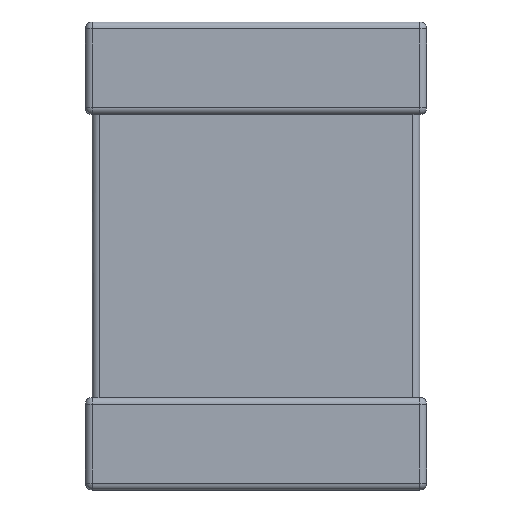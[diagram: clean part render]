
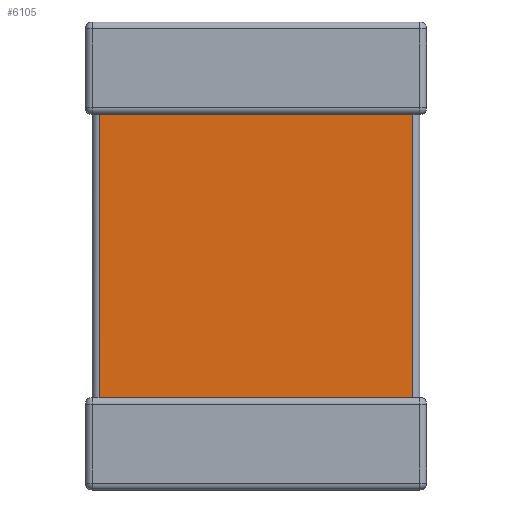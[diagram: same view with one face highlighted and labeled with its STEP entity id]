
A CAD part, left-side view. The second image highlights one B-rep face of the part: STEP entity #6105.
In plain terms, the highlighted planar face has unit normal (-1, 0, 0).
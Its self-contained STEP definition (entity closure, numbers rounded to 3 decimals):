
#47 = FACE_OUTER_BOUND ( 'NONE', #8312, .T. ) ;
#444 = VECTOR ( 'NONE', #6515, 1000. ) ;
#821 = CARTESIAN_POINT ( 'NONE',  ( 0.07, 3.36, -0.95 ) ) ;
#895 = AXIS2_PLACEMENT_3D ( 'NONE', #7569, #1447, #4949 ) ;
#1029 = DIRECTION ( 'NONE',  ( 0., 0., 1. ) ) ;
#1282 = ORIENTED_EDGE ( 'NONE', *, *, #7033, .F. ) ;
#1283 = ORIENTED_EDGE ( 'NONE', *, *, #4924, .T. ) ;
#1306 = CARTESIAN_POINT ( 'NONE',  ( 0.07, 0.14, -0.95 ) ) ;
#1447 = DIRECTION ( 'NONE',  ( -1., 0., 0. ) ) ;
#1498 = VERTEX_POINT ( 'NONE', #1306 ) ;
#1601 = LINE ( 'NONE', #3852, #444 ) ;
#1610 = DIRECTION ( 'NONE',  ( 0., 1., 0. ) ) ;
#1678 = EDGE_CURVE ( 'NONE', #8713, #1498, #1723, .T. ) ;
#1723 = LINE ( 'NONE', #6473, #4414 ) ;
#2196 = PLANE ( 'NONE',  #895 ) ;
#3044 = LINE ( 'NONE', #7155, #7323 ) ;
#3082 = LINE ( 'NONE', #7884, #8115 ) ;
#3370 = ORIENTED_EDGE ( 'NONE', *, *, #3665, .T. ) ;
#3426 = CARTESIAN_POINT ( 'NONE',  ( 0.07, 3.36, -3.85 ) ) ;
#3665 = EDGE_CURVE ( 'NONE', #1498, #8370, #3082, .T. ) ;
#3852 = CARTESIAN_POINT ( 'NONE',  ( 0.07, 3.36, -3.85 ) ) ;
#4333 = VERTEX_POINT ( 'NONE', #3426 ) ;
#4361 = ORIENTED_EDGE ( 'NONE', *, *, #1678, .T. ) ;
#4414 = VECTOR ( 'NONE', #1029, 1000. ) ;
#4799 = CARTESIAN_POINT ( 'NONE',  ( 0.07, 0.14, -3.85 ) ) ;
#4924 = EDGE_CURVE ( 'NONE', #8370, #4333, #1601, .T. ) ;
#4949 = DIRECTION ( 'NONE',  ( 0., -1., 0. ) ) ;
#6105 = ADVANCED_FACE ( 'NONE', ( #47 ), #2196, .T. ) ;
#6473 = CARTESIAN_POINT ( 'NONE',  ( 0.07, 0.14, -3.85 ) ) ;
#6515 = DIRECTION ( 'NONE',  ( 0., 0., -1. ) ) ;
#7033 = EDGE_CURVE ( 'NONE', #8713, #4333, #3044, .T. ) ;
#7155 = CARTESIAN_POINT ( 'NONE',  ( 0.07, 0., -3.85 ) ) ;
#7323 = VECTOR ( 'NONE', #7883, 1000. ) ;
#7569 = CARTESIAN_POINT ( 'NONE',  ( 0.07, 0., -3.85 ) ) ;
#7883 = DIRECTION ( 'NONE',  ( 0., 1., 0. ) ) ;
#7884 = CARTESIAN_POINT ( 'NONE',  ( 0.07, 0., -0.95 ) ) ;
#8115 = VECTOR ( 'NONE', #1610, 1000. ) ;
#8312 = EDGE_LOOP ( 'NONE', ( #1282, #4361, #3370, #1283 ) ) ;
#8370 = VERTEX_POINT ( 'NONE', #821 ) ;
#8713 = VERTEX_POINT ( 'NONE', #4799 ) ;
